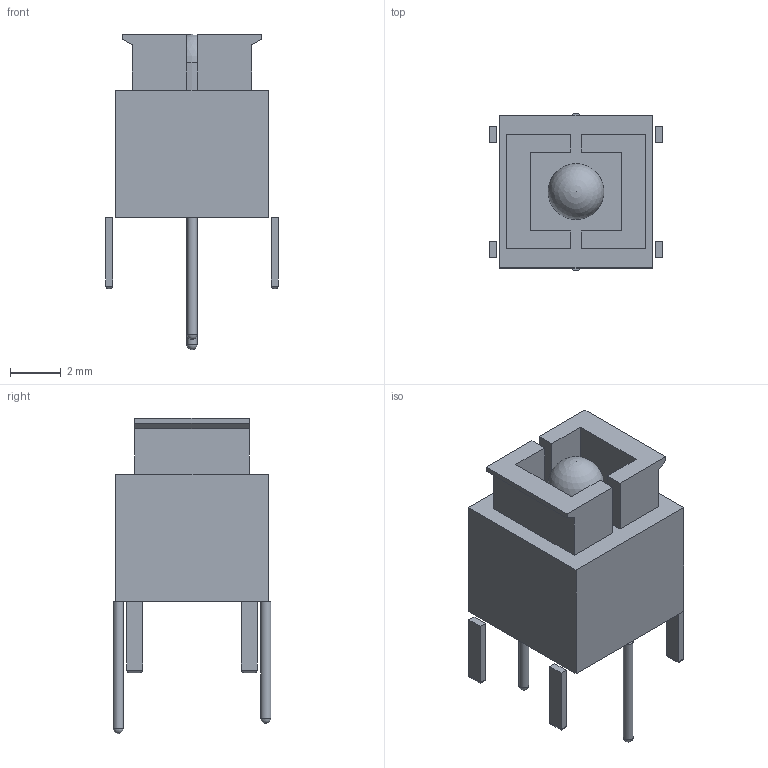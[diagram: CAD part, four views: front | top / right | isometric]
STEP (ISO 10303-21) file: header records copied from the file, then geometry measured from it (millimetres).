
FILE_DESCRIPTION(/* description */ (''),/* implementation_level */ '2;1');
FILE_NAME(/* name */ '6x6 LED button.step',/* time_stamp */ '2022-08-30T06:19:39-07:00',/* author */ (''),/* organization */ (''),/* preprocessor_version */ 'ST-DEVELOPER v19',/* originating_system */ 'Autodesk Translation Framework v11.7.0.108',/* authorisation */ '');
FILE_SCHEMA (('AUTOMOTIVE_DESIGN { 1 0 10303 214 3 1 1 }'));
Length unit declared in the file: millimetre
Products named in the file (1): 6x6 LED button
Bounding box: 6.78 x 6.2 x 12.4 mm (x, y, z)
Volume: 212 mm3; surface area: 343 mm2
Topology: 10 solids, 10 shells, 79 faces, 168 edges, 106 vertices
Faces by surface type: plane 57, cylinder 19, sphere 3
Full cylindrical faces by diameter (mm): 0.4 x2, 2.2 x1
Entity records: 2114 total; most frequent: DIRECTION 351, CARTESIAN_POINT 351, ORIENTED_EDGE 330, EDGE_CURVE 165, LINE 139, VECTOR 139, VERTEX_POINT 106, AXIS2_PLACEMENT_3D 106
